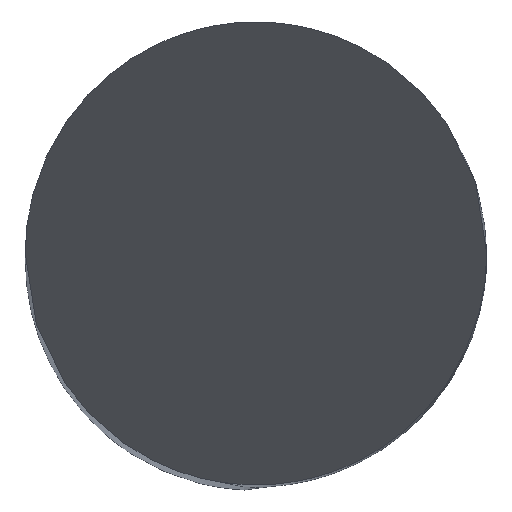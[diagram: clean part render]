
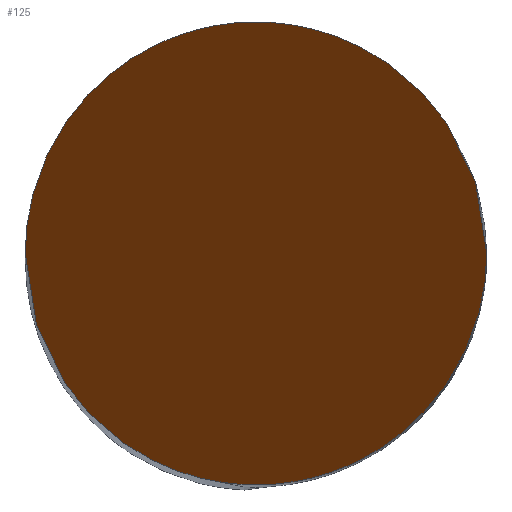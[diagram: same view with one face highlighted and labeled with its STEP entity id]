
A CAD part, top view. The second image highlights one B-rep face of the part: STEP entity #125.
In plain terms, the highlighted planar face has unit normal (0, -0.866, 0.5).
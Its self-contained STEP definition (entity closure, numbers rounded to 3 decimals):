
#54=PLANE('',#555);
#125=ADVANCED_FACE('',(#155),#54,.T.);
#155=FACE_OUTER_BOUND('',#183,.T.);
#183=EDGE_LOOP('',(#287,#288));
#287=ORIENTED_EDGE('',*,*,#457,.T.);
#288=ORIENTED_EDGE('',*,*,#417,.T.);
#371=VERTEX_POINT('',#728);
#372=VERTEX_POINT('',#729);
#417=EDGE_CURVE('',#371,#372,#500,.T.);
#457=EDGE_CURVE('',#372,#371,#507,.T.);
#500=(
BOUNDED_CURVE()
B_SPLINE_CURVE(3,(#724,#725,#726,#727),.UNSPECIFIED.,.F.,.F.)
B_SPLINE_CURVE_WITH_KNOTS((4,4),(0.,1.),.UNSPECIFIED.)
CURVE()
GEOMETRIC_REPRESENTATION_ITEM()
RATIONAL_B_SPLINE_CURVE((1.,0.333,0.333,1.))
REPRESENTATION_ITEM('')
);
#507=(
BOUNDED_CURVE()
B_SPLINE_CURVE(3,(#994,#995,#996,#997),.UNSPECIFIED.,.F.,.F.)
B_SPLINE_CURVE_WITH_KNOTS((4,4),(0.,1.),.UNSPECIFIED.)
CURVE()
GEOMETRIC_REPRESENTATION_ITEM()
RATIONAL_B_SPLINE_CURVE((1.,0.333,0.333,1.))
REPRESENTATION_ITEM('')
);
#555=AXIS2_PLACEMENT_3D('',#999,#617,#618);
#617=DIRECTION('',(0.,-0.866,0.5));
#618=DIRECTION('',(0.,-0.5,-0.866));
#724=CARTESIAN_POINT('',(3.,0.,0.));
#725=CARTESIAN_POINT('',(3.,6.,10.392));
#726=CARTESIAN_POINT('',(-3.,6.,10.392));
#727=CARTESIAN_POINT('',(-3.,0.,0.));
#728=CARTESIAN_POINT('',(3.,0.,0.));
#729=CARTESIAN_POINT('',(-3.,0.,0.));
#994=CARTESIAN_POINT('',(-3.,0.,0.));
#995=CARTESIAN_POINT('',(-3.,-6.,-10.392));
#996=CARTESIAN_POINT('',(3.,-6.,-10.392));
#997=CARTESIAN_POINT('',(3.,0.,0.));
#999=CARTESIAN_POINT('',(70.162,3.,5.196));
